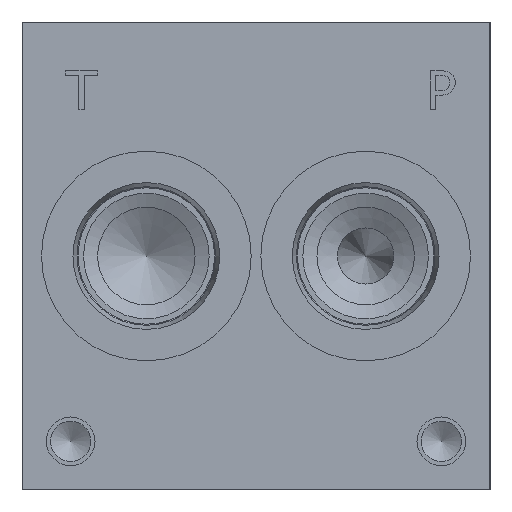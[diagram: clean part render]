
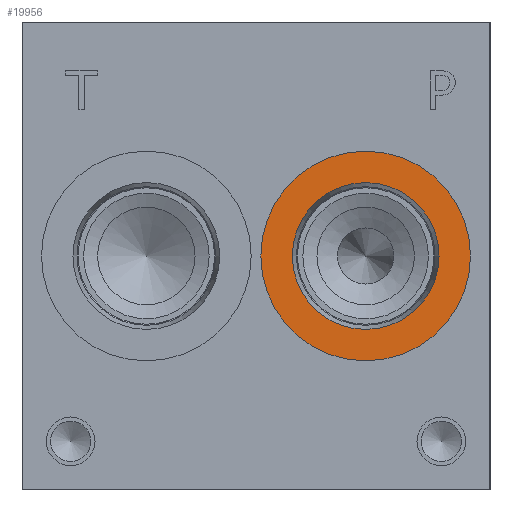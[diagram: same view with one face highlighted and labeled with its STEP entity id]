
A CAD part, left-side view. The second image highlights one B-rep face of the part: STEP entity #19956.
In plain terms, the highlighted planar face has unit normal (-1, 0, 0).
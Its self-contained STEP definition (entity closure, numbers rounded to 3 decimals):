
#684=CIRCLE('',#21133,17.069);
#685=CIRCLE('',#21134,17.069);
#686=CIRCLE('',#21135,11.951);
#1118=FACE_BOUND('',#3752,.T.);
#1659=PLANE('',#21132);
#2571=FACE_OUTER_BOUND('',#3751,.T.);
#3751=EDGE_LOOP('',(#17240,#17241));
#3752=EDGE_LOOP('',(#17242));
#9390=VERTEX_POINT('',#34299);
#9391=VERTEX_POINT('',#34300);
#9392=VERTEX_POINT('',#34303);
#12109=EDGE_CURVE('',#9390,#9391,#684,.T.);
#12110=EDGE_CURVE('',#9391,#9390,#685,.T.);
#12111=EDGE_CURVE('',#9392,#9392,#686,.T.);
#17240=ORIENTED_EDGE('',*,*,#12109,.T.);
#17241=ORIENTED_EDGE('',*,*,#12110,.T.);
#17242=ORIENTED_EDGE('',*,*,#12111,.F.);
#19956=ADVANCED_FACE('',(#2571,#1118),#1659,.T.);
#21132=AXIS2_PLACEMENT_3D('',#34298,#25086,#25087);
#21133=AXIS2_PLACEMENT_3D('',#34301,#25088,#25089);
#21134=AXIS2_PLACEMENT_3D('',#34302,#25090,#25091);
#21135=AXIS2_PLACEMENT_3D('',#34304,#25092,#25093);
#25086=DIRECTION('center_axis',(-1.,0.,0.));
#25087=DIRECTION('ref_axis',(0.,1.,0.));
#25088=DIRECTION('center_axis',(-1.,0.,0.));
#25089=DIRECTION('ref_axis',(0.,1.,0.));
#25090=DIRECTION('center_axis',(-1.,0.,0.));
#25091=DIRECTION('ref_axis',(0.,1.,0.));
#25092=DIRECTION('center_axis',(-1.,0.,0.));
#25093=DIRECTION('ref_axis',(0.,1.,0.));
#34298=CARTESIAN_POINT('Origin',(0.787,20.244,38.1));
#34299=CARTESIAN_POINT('',(0.787,37.313,38.1));
#34300=CARTESIAN_POINT('',(0.787,3.175,38.1));
#34301=CARTESIAN_POINT('Origin',(0.787,20.244,38.1));
#34302=CARTESIAN_POINT('Origin',(0.787,20.244,38.1));
#34303=CARTESIAN_POINT('',(0.787,8.293,38.1));
#34304=CARTESIAN_POINT('Origin',(0.787,20.244,38.1));
